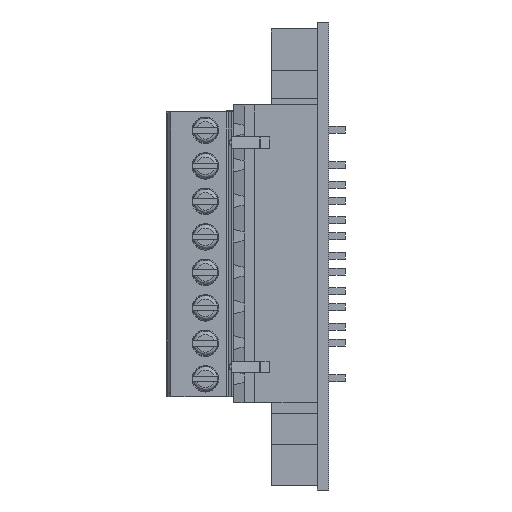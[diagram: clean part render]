
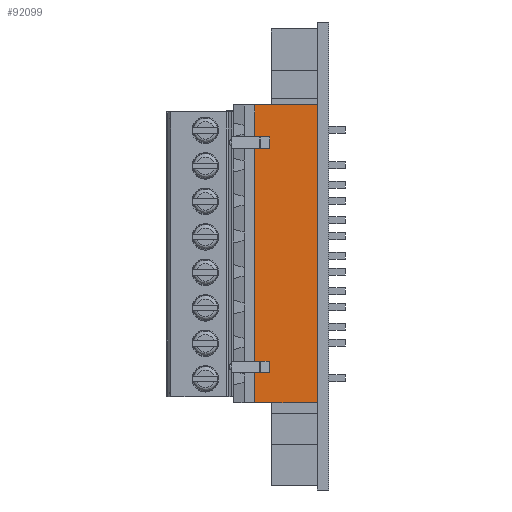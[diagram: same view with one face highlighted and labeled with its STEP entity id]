
A CAD part, left-side view. The second image highlights one B-rep face of the part: STEP entity #92099.
In plain terms, the highlighted planar face has unit normal (-1, 0, 0).
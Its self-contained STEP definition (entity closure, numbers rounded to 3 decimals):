
#3112 = DIRECTION ( 'NONE',  ( 0., 1., 0. ) ) ;
#4668 = CARTESIAN_POINT ( 'NONE',  ( -33.375, 1.6, 21.62 ) ) ;
#10145 = CARTESIAN_POINT ( 'NONE',  ( -33.375, 10.6, 21.62 ) ) ;
#10524 = AXIS2_PLACEMENT_3D ( 'NONE', #10145, #77083, #49041 ) ;
#12094 = ORIENTED_EDGE ( 'NONE', *, *, #68496, .F. ) ;
#12175 = CARTESIAN_POINT ( 'NONE',  ( -33.375, 1.6, -21.02 ) ) ;
#18701 = EDGE_CURVE ( 'NONE', #36860, #28797, #80500, .T. ) ;
#24321 = VERTEX_POINT ( 'NONE', #107719 ) ;
#28797 = VERTEX_POINT ( 'NONE', #46705 ) ;
#33777 = EDGE_LOOP ( 'NONE', ( #12094, #65012, #122215, #89379 ) ) ;
#36860 = VERTEX_POINT ( 'NONE', #69548 ) ;
#46705 = CARTESIAN_POINT ( 'NONE',  ( -33.375, 10.6, -21.02 ) ) ;
#47414 = PLANE ( 'NONE',  #10524 ) ;
#49041 = DIRECTION ( 'NONE',  ( 0., 1., 0. ) ) ;
#58359 = VECTOR ( 'NONE', #89574, 1000. ) ;
#65012 = ORIENTED_EDGE ( 'NONE', *, *, #92623, .T. ) ;
#65538 = VECTOR ( 'NONE', #3112, 1000. ) ;
#67566 = EDGE_CURVE ( 'NONE', #24321, #28797, #111330, .T. ) ;
#67569 = CARTESIAN_POINT ( 'NONE',  ( -33.375, 1.6, 21.62 ) ) ;
#68496 = EDGE_CURVE ( 'NONE', #79570, #24321, #93176, .T. ) ;
#69548 = CARTESIAN_POINT ( 'NONE',  ( -33.375, 10.6, 21.62 ) ) ;
#77083 = DIRECTION ( 'NONE',  ( -1., 0., 0. ) ) ;
#78362 = CARTESIAN_POINT ( 'NONE',  ( -33.375, 1.6, 21.62 ) ) ;
#79570 = VERTEX_POINT ( 'NONE', #78362 ) ;
#80500 = LINE ( 'NONE', #119766, #58359 ) ;
#82670 = VECTOR ( 'NONE', #101300, 1000. ) ;
#89379 = ORIENTED_EDGE ( 'NONE', *, *, #67566, .F. ) ;
#89574 = DIRECTION ( 'NONE',  ( 0., 0., -1. ) ) ;
#90184 = VECTOR ( 'NONE', #115922, 1000. ) ;
#92099 = ADVANCED_FACE ( 'NONE', ( #109523 ), #47414, .T. ) ;
#92623 = EDGE_CURVE ( 'NONE', #79570, #36860, #97426, .T. ) ;
#93176 = LINE ( 'NONE', #67569, #90184 ) ;
#97426 = LINE ( 'NONE', #4668, #82670 ) ;
#101300 = DIRECTION ( 'NONE',  ( 0., 1., 0. ) ) ;
#107719 = CARTESIAN_POINT ( 'NONE',  ( -33.375, 1.6, -21.02 ) ) ;
#109523 = FACE_OUTER_BOUND ( 'NONE', #33777, .T. ) ;
#111330 = LINE ( 'NONE', #12175, #65538 ) ;
#115922 = DIRECTION ( 'NONE',  ( 0., 0., -1. ) ) ;
#119766 = CARTESIAN_POINT ( 'NONE',  ( -33.375, 10.6, 21.62 ) ) ;
#122215 = ORIENTED_EDGE ( 'NONE', *, *, #18701, .T. ) ;
